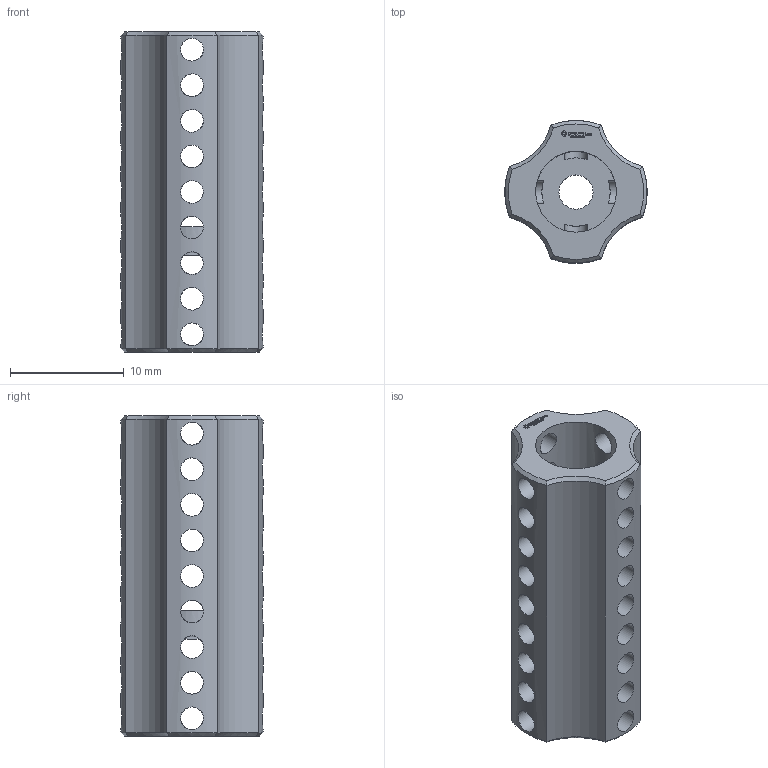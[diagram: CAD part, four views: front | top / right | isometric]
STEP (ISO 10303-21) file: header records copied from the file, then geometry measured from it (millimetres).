
FILE_DESCRIPTION(('FreeCAD Model'),'2;1');
FILE_NAME('Open CASCADE Shape Model','2024-02-18T14:22:10',(''),(''), 'Open CASCADE STEP processor 7.6','FreeCAD','Unknown');
FILE_SCHEMA(('AUTOMOTIVE_DESIGN { 1 0 10303 214 1 1 1 1 }'));
Length unit declared in the file: millimetre
Products named in the file (1): Power-Transmission Hub PLN IDX FRE TTMotor BU02.25 - SPN-PTH-0244 
(stemfie.org)
Bounding box: 12.5 x 12.5 x 28.12 mm (x, y, z)
Volume: 1732.2 mm3; surface area: 2322.6 mm2
Topology: 1 solids, 1 shells, 517 faces, 1497 edges, 998 vertices
Faces by surface type: plane 335, extrusion 104, cylinder 56, cone 22
Full cylindrical faces by diameter (mm): 2 x36, 3 x1, 7.1 x1
Entity records: 49765 total; most frequent: CARTESIAN_POINT 21124, DIRECTION 4657, VECTOR 3605, LINE 3501, ORIENTED_EDGE 2994, PCURVE 2994, DEFINITIONAL_REPRESENTATION 2994, EDGE_CURVE 1497
